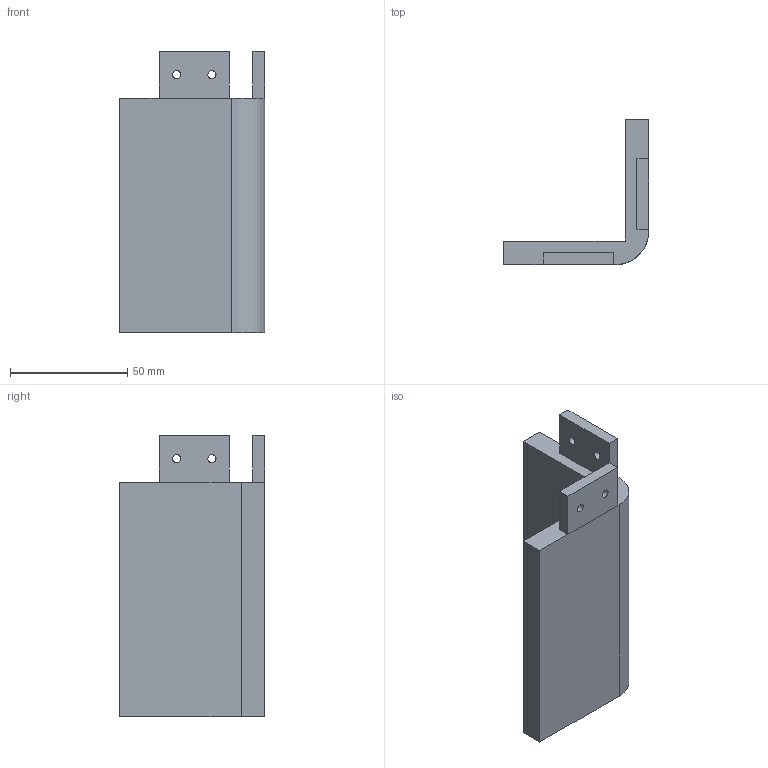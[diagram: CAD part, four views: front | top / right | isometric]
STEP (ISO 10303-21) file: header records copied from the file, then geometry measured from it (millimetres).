
FILE_DESCRIPTION(('FreeCAD Model'),'2;1');
FILE_NAME('Open CASCADE Shape Model','2024-08-11T08:49:40',(''),(''), 'Open CASCADE STEP processor 7.6','FreeCAD','Unknown');
FILE_SCHEMA(('AUTOMOTIVE_DESIGN { 1 0 10303 214 1 1 1 1 }'));
Length unit declared in the file: millimetre
Products named in the file (1): Pocket002
Bounding box: 62 x 62 x 120 mm (x, y, z)
Volume: 115601.4 mm3; surface area: 29337.9 mm2
Topology: 1 solids, 1 shells, 23 faces, 59 edges, 38 vertices
Faces by surface type: plane 18, cylinder 5
Full cylindrical faces by diameter (mm): 3.5 x4
Entity records: 729 total; most frequent: CARTESIAN_POINT 121, ORIENTED_EDGE 118, DIRECTION 117, EDGE_CURVE 59, LINE 49, VECTOR 49, VERTEX_POINT 38, AXIS2_PLACEMENT_3D 34
